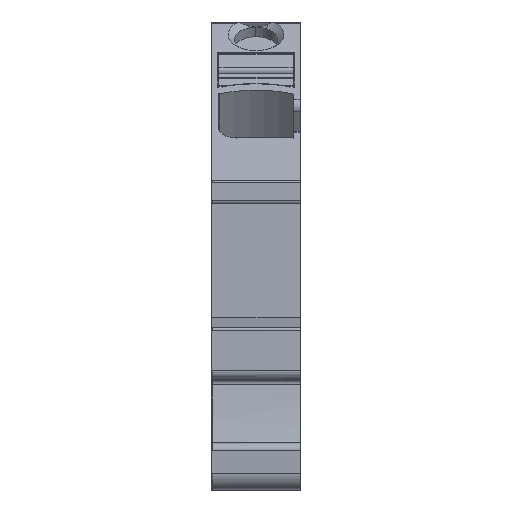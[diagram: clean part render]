
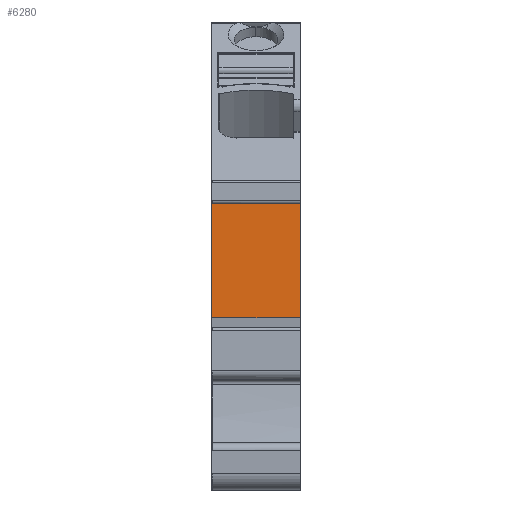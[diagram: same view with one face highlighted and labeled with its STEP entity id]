
A CAD part, front view. The second image highlights one B-rep face of the part: STEP entity #6280.
In plain terms, the highlighted planar face has unit normal (0, -1, 0).
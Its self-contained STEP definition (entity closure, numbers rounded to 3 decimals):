
#6267=AXIS2_PLACEMENT_3D('Plane Axis2P3D',#6264,#6265,#6266) ;
#2222=CARTESIAN_POINT('Vertex',(0.,12.768,19.45)) ;
#2225=CARTESIAN_POINT('Line Origine',(0.,12.768,25.875)) ;
#2229=CARTESIAN_POINT('Vertex',(0.,12.768,32.3)) ;
#3129=CARTESIAN_POINT('Vertex',(10.,12.768,32.3)) ;
#3132=CARTESIAN_POINT('Line Origine',(10.,12.768,25.875)) ;
#3136=CARTESIAN_POINT('Vertex',(10.,12.768,19.45)) ;
#6246=CARTESIAN_POINT('Line Origine',(5.,12.768,32.3)) ;
#6264=CARTESIAN_POINT('Axis2P3D Location',(0.,12.768,32.3)) ;
#6269=CARTESIAN_POINT('Line Origine',(5.,12.768,19.45)) ;
#2226=DIRECTION('Vector Direction',(0.,0.,-1.)) ;
#3133=DIRECTION('Vector Direction',(0.,0.,-1.)) ;
#6247=DIRECTION('Vector Direction',(-1.,0.,0.)) ;
#6265=DIRECTION('Axis2P3D Direction',(0.,-1.,0.)) ;
#6266=DIRECTION('Axis2P3D XDirection',(0.,0.,-1.)) ;
#6270=DIRECTION('Vector Direction',(-1.,0.,0.)) ;
#2227=VECTOR('Line Direction',#2226,1.) ;
#3134=VECTOR('Line Direction',#3133,1.) ;
#6248=VECTOR('Line Direction',#6247,1.) ;
#6271=VECTOR('Line Direction',#6270,1.) ;
#6275=ORIENTED_EDGE('',*,*,#6273,.F.) ;
#6276=ORIENTED_EDGE('',*,*,#3138,.F.) ;
#6277=ORIENTED_EDGE('',*,*,#6250,.T.) ;
#6278=ORIENTED_EDGE('',*,*,#2231,.T.) ;
#6280=ADVANCED_FACE('MLD_AITB_16_BB_2C_PLM001785.1\\MLD_AITB_16_BB_2C_PLM001785',(#6279),#6268,.T.) ;
#2231=EDGE_CURVE('',#2230,#2223,#2228,.T.) ;
#3138=EDGE_CURVE('',#3130,#3137,#3135,.T.) ;
#6250=EDGE_CURVE('',#3130,#2230,#6249,.T.) ;
#6273=EDGE_CURVE('',#3137,#2223,#6272,.T.) ;
#6274=EDGE_LOOP('',(#6275,#6276,#6277,#6278)) ;
#6279=FACE_OUTER_BOUND('',#6274,.T.) ;
#2228=LINE('Line',#2225,#2227) ;
#3135=LINE('Line',#3132,#3134) ;
#6249=LINE('Line',#6246,#6248) ;
#6272=LINE('Line',#6269,#6271) ;
#6268=PLANE('',#6267) ;
#2223=VERTEX_POINT('',#2222) ;
#2230=VERTEX_POINT('',#2229) ;
#3130=VERTEX_POINT('',#3129) ;
#3137=VERTEX_POINT('',#3136) ;
